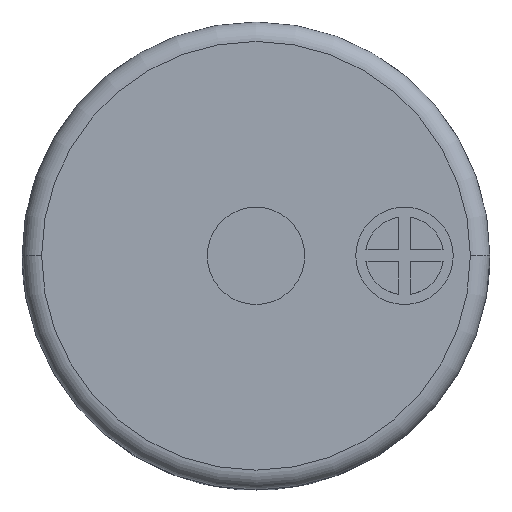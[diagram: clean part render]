
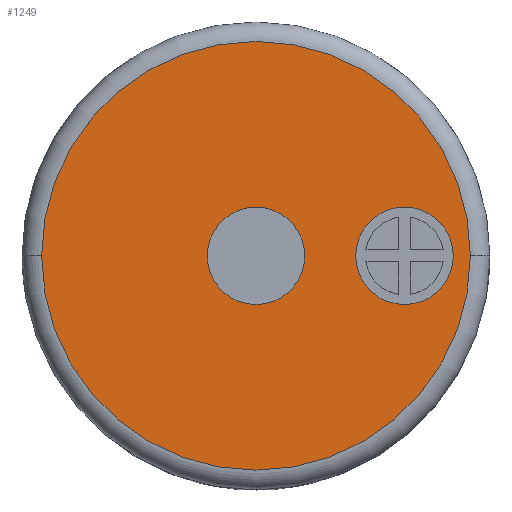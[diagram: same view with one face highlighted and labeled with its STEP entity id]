
A CAD part, top view. The second image highlights one B-rep face of the part: STEP entity #1249.
In plain terms, the highlighted planar face has unit normal (0, 0, 1).
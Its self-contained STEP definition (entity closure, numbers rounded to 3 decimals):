
#32 = DIRECTION ( 'NONE',  ( 0., 0., 1. ) ) ;
#67 = AXIS2_PLACEMENT_3D ( 'NONE', #1847, #1086, #1861 ) ;
#150 = VERTEX_POINT ( 'NONE', #234 ) ;
#152 = DIRECTION ( 'NONE',  ( 0., 0., 1. ) ) ;
#169 = CARTESIAN_POINT ( 'NONE',  ( 5.06, 0., 9.3 ) ) ;
#199 = ORIENTED_EDGE ( 'NONE', *, *, #1952, .F. ) ;
#216 = ORIENTED_EDGE ( 'NONE', *, *, #380, .F. ) ;
#234 = CARTESIAN_POINT ( 'NONE',  ( -1.25, 0., 9.3 ) ) ;
#268 = CARTESIAN_POINT ( 'NONE',  ( 0., 0., 9.3 ) ) ;
#280 = VERTEX_POINT ( 'NONE', #169 ) ;
#281 = CIRCLE ( 'NONE', #819, 1.25 ) ;
#297 = EDGE_CURVE ( 'NONE', #511, #392, #872, .T. ) ;
#324 = CARTESIAN_POINT ( 'NONE',  ( 0., 0., 9.3 ) ) ;
#340 = PLANE ( 'NONE',  #496 ) ;
#373 = CIRCLE ( 'NONE', #1647, 1.25 ) ;
#380 = EDGE_CURVE ( 'NONE', #280, #1910, #373, .T. ) ;
#386 = CARTESIAN_POINT ( 'NONE',  ( 5.5, 0., 9.3 ) ) ;
#392 = VERTEX_POINT ( 'NONE', #386 ) ;
#404 = CIRCLE ( 'NONE', #1152, 5.5 ) ;
#454 = CARTESIAN_POINT ( 'NONE',  ( 2.56, 0., 9.3 ) ) ;
#473 = CARTESIAN_POINT ( 'NONE',  ( 0., 0., 9.3 ) ) ;
#490 = DIRECTION ( 'NONE',  ( 1., 0., 0. ) ) ;
#496 = AXIS2_PLACEMENT_3D ( 'NONE', #473, #789, #490 ) ;
#511 = VERTEX_POINT ( 'NONE', #578 ) ;
#570 = CARTESIAN_POINT ( 'NONE',  ( 3.81, 0., 9.3 ) ) ;
#572 = ORIENTED_EDGE ( 'NONE', *, *, #1064, .F. ) ;
#578 = CARTESIAN_POINT ( 'NONE',  ( -5.5, 0., 9.3 ) ) ;
#590 = DIRECTION ( 'NONE',  ( 0., 0., 1. ) ) ;
#657 = ORIENTED_EDGE ( 'NONE', *, *, #1102, .F. ) ;
#668 = FACE_BOUND ( 'NONE', #929, .T. ) ;
#773 = CARTESIAN_POINT ( 'NONE',  ( 3.81, 0., 9.3 ) ) ;
#787 = ORIENTED_EDGE ( 'NONE', *, *, #297, .T. ) ;
#789 = DIRECTION ( 'NONE',  ( 0., 0., 1. ) ) ;
#819 = AXIS2_PLACEMENT_3D ( 'NONE', #570, #590, #1688 ) ;
#835 = EDGE_CURVE ( 'NONE', #392, #511, #404, .T. ) ;
#840 = DIRECTION ( 'NONE',  ( 1., 0., 0. ) ) ;
#872 = CIRCLE ( 'NONE', #67, 5.5 ) ;
#927 = CIRCLE ( 'NONE', #1081, 1.25 ) ;
#929 = EDGE_LOOP ( 'NONE', ( #216, #657 ) ) ;
#945 = CIRCLE ( 'NONE', #1689, 1.25 ) ;
#949 = VERTEX_POINT ( 'NONE', #1591 ) ;
#984 = EDGE_LOOP ( 'NONE', ( #199, #572 ) ) ;
#1064 = EDGE_CURVE ( 'NONE', #150, #949, #945, .T. ) ;
#1081 = AXIS2_PLACEMENT_3D ( 'NONE', #324, #1702, #1846 ) ;
#1086 = DIRECTION ( 'NONE',  ( 0., 0., 1. ) ) ;
#1102 = EDGE_CURVE ( 'NONE', #1910, #280, #281, .T. ) ;
#1152 = AXIS2_PLACEMENT_3D ( 'NONE', #1711, #152, #1357 ) ;
#1249 = ADVANCED_FACE ( 'NONE', ( #668, #1414, #1278 ), #340, .T. ) ;
#1256 = DIRECTION ( 'NONE',  ( 1., 0., 0. ) ) ;
#1278 = FACE_OUTER_BOUND ( 'NONE', #1968, .T. ) ;
#1297 = DIRECTION ( 'NONE',  ( 0., 0., 1. ) ) ;
#1357 = DIRECTION ( 'NONE',  ( 1., 0., 0. ) ) ;
#1414 = FACE_BOUND ( 'NONE', #984, .T. ) ;
#1591 = CARTESIAN_POINT ( 'NONE',  ( 1.25, 0., 9.3 ) ) ;
#1647 = AXIS2_PLACEMENT_3D ( 'NONE', #773, #32, #1256 ) ;
#1688 = DIRECTION ( 'NONE',  ( 1., 0., 0. ) ) ;
#1689 = AXIS2_PLACEMENT_3D ( 'NONE', #268, #1297, #840 ) ;
#1702 = DIRECTION ( 'NONE',  ( 0., 0., 1. ) ) ;
#1711 = CARTESIAN_POINT ( 'NONE',  ( 0., 0., 9.3 ) ) ;
#1829 = ORIENTED_EDGE ( 'NONE', *, *, #835, .T. ) ;
#1846 = DIRECTION ( 'NONE',  ( 1., 0., 0. ) ) ;
#1847 = CARTESIAN_POINT ( 'NONE',  ( 0., 0., 9.3 ) ) ;
#1861 = DIRECTION ( 'NONE',  ( 1., 0., 0. ) ) ;
#1910 = VERTEX_POINT ( 'NONE', #454 ) ;
#1952 = EDGE_CURVE ( 'NONE', #949, #150, #927, .T. ) ;
#1968 = EDGE_LOOP ( 'NONE', ( #1829, #787 ) ) ;
